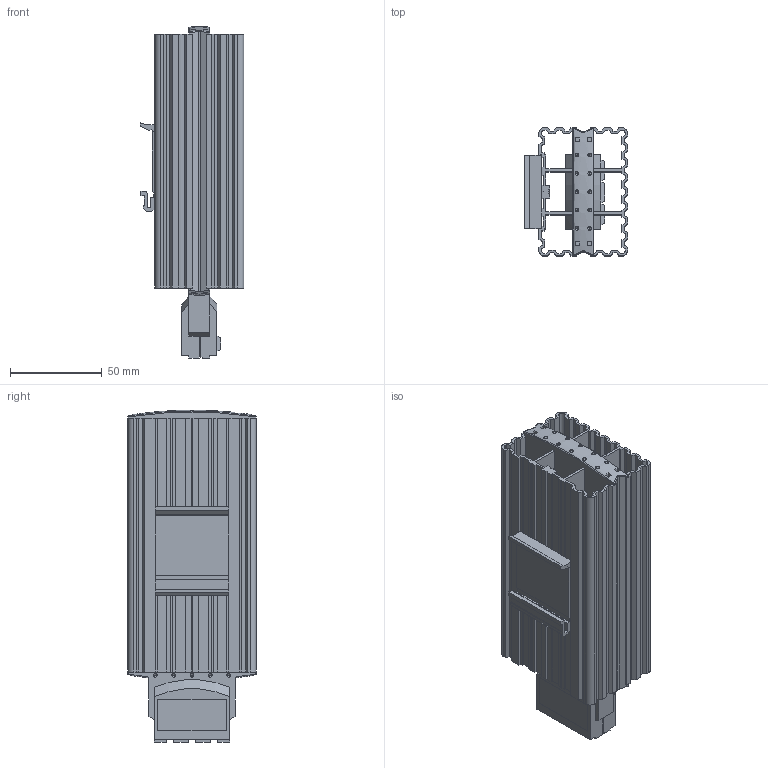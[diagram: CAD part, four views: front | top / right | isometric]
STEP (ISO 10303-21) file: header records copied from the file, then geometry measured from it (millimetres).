
FILE_DESCRIPTION((''),'2;1');
FILE_NAME('KS-11-20-01','2013-11-27T',('Administrator'),('桲緊吨'),'PRO/ENGINEER BY PARAMETRIC TECHNOLOGY CORPORATION, 2008310','PRO/ENGINEER BY PARAMETRIC TECHNOLOGY CORPORATION, 2008310','');
FILE_SCHEMA(('CONFIG_CONTROL_DESIGN'));
Length unit declared in the file: millimetre
Products named in the file (1): KS-11-20-01
Bounding box: 56.5 x 70 x 181.19 mm (x, y, z)
Volume: 196242.8 mm3; surface area: 125970 mm2
Topology: 1 solids, 1 shells, 570 faces, 1586 edges, 1022 vertices
Faces by surface type: plane 441, bspline 50, cylinder 38, sphere 24, torus 15, cone 2
Entity records: 21717 total; most frequent: CARTESIAN_POINT 7405, ORIENTED_EDGE 3132, DIRECTION 2662, EDGE_CURVE 1566, VECTOR 1282, LINE 1282, VERTEX_POINT 1022, AXIS2_PLACEMENT_3D 690
